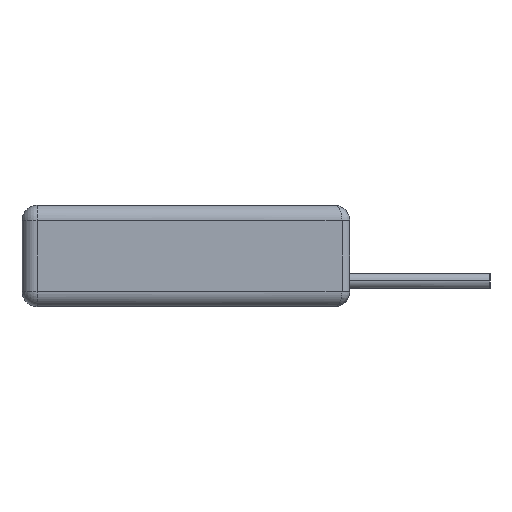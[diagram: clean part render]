
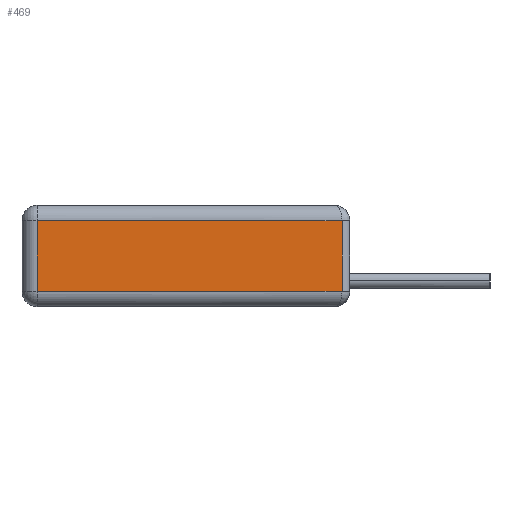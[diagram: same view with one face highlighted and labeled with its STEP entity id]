
A CAD part, left-side view. The second image highlights one B-rep face of the part: STEP entity #469.
In plain terms, the highlighted planar face has unit normal (-1, 0, 0).
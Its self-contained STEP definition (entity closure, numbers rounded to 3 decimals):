
#469 = ADVANCED_FACE ( 'NONE', ( #24951 ), #22020, .T. ) ;
#1328 = EDGE_LOOP ( 'NONE', ( #19275, #25005, #23748, #3681 ) ) ;
#2726 = EDGE_CURVE ( 'NONE', #16725, #23280, #21057, .T. ) ;
#2738 = CARTESIAN_POINT ( 'NONE',  ( -40., 0.5, 6.7 ) ) ;
#3539 = LINE ( 'NONE', #21047, #14135 ) ;
#3681 = ORIENTED_EDGE ( 'NONE', *, *, #3945, .T. ) ;
#3945 = EDGE_CURVE ( 'NONE', #5639, #23280, #3539, .T. ) ;
#4471 = LINE ( 'NONE', #18991, #15023 ) ;
#5639 = VERTEX_POINT ( 'NONE', #21471 ) ;
#6171 = DIRECTION ( 'NONE',  ( -1., 0., 0. ) ) ;
#8616 = LINE ( 'NONE', #19135, #19221 ) ;
#8706 = DIRECTION ( 'NONE',  ( 0., 0., -1. ) ) ;
#9050 = DIRECTION ( 'NONE',  ( 0., 1., 0. ) ) ;
#9086 = DIRECTION ( 'NONE',  ( 0., -1., 0. ) ) ;
#9436 = CARTESIAN_POINT ( 'NONE',  ( -40., 0.5, 1. ) ) ;
#13413 = EDGE_CURVE ( 'NONE', #16611, #5639, #8616, .T. ) ;
#14135 = VECTOR ( 'NONE', #9086, 1000. ) ;
#15023 = VECTOR ( 'NONE', #9050, 1000. ) ;
#15638 = CARTESIAN_POINT ( 'NONE',  ( -40., 20.7, 5.7 ) ) ;
#16611 = VERTEX_POINT ( 'NONE', #15638 ) ;
#16725 = VERTEX_POINT ( 'NONE', #22062 ) ;
#18124 = CARTESIAN_POINT ( 'NONE',  ( -40., 0., 6.7 ) ) ;
#18991 = CARTESIAN_POINT ( 'NONE',  ( -40., 0., 5.7 ) ) ;
#19135 = CARTESIAN_POINT ( 'NONE',  ( -40., 20.7, 6.7 ) ) ;
#19221 = VECTOR ( 'NONE', #21161, 1000. ) ;
#19275 = ORIENTED_EDGE ( 'NONE', *, *, #2726, .F. ) ;
#20130 = DIRECTION ( 'NONE',  ( 0., 0., 1. ) ) ;
#21047 = CARTESIAN_POINT ( 'NONE',  ( -40., 0.5, 1. ) ) ;
#21057 = LINE ( 'NONE', #2738, #23812 ) ;
#21161 = DIRECTION ( 'NONE',  ( 0., 0., -1. ) ) ;
#21471 = CARTESIAN_POINT ( 'NONE',  ( -40., 20.7, 1. ) ) ;
#22020 = PLANE ( 'NONE',  #23862 ) ;
#22062 = CARTESIAN_POINT ( 'NONE',  ( -40., 0.5, 5.7 ) ) ;
#23280 = VERTEX_POINT ( 'NONE', #9436 ) ;
#23748 = ORIENTED_EDGE ( 'NONE', *, *, #13413, .T. ) ;
#23812 = VECTOR ( 'NONE', #8706, 1000. ) ;
#23862 = AXIS2_PLACEMENT_3D ( 'NONE', #18124, #6171, #20130 ) ;
#24375 = EDGE_CURVE ( 'NONE', #16725, #16611, #4471, .T. ) ;
#24951 = FACE_OUTER_BOUND ( 'NONE', #1328, .T. ) ;
#25005 = ORIENTED_EDGE ( 'NONE', *, *, #24375, .T. ) ;
